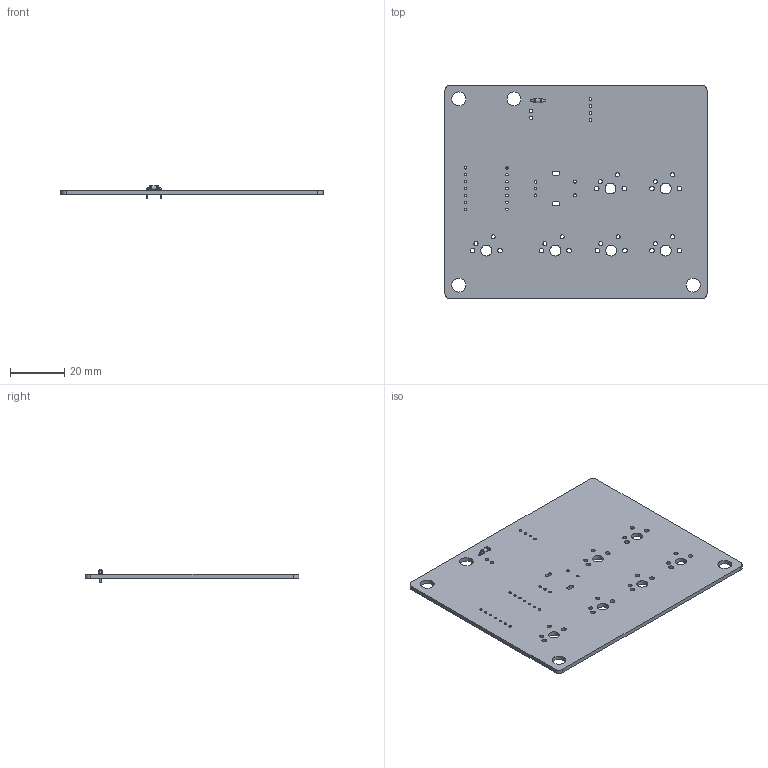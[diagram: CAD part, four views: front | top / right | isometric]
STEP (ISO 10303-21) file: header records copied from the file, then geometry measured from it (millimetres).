
FILE_DESCRIPTION(('KiCad electronic assembly'),'2;1');
FILE_NAME('BikeWatch_V1.step','2025-11-24T21:00:38',('Pcbnew'),('Kicad') ,'Open CASCADE STEP processor 7.8','KiCad to STEP converter','Unknown' );
FILE_SCHEMA(('AUTOMOTIVE_DESIGN { 1 0 10303 214 1 1 1 1 }'));
Length unit declared in the file: millimetre
Products named in the file (3): BikeWatch_V1 1; R_Axial_DIN0204_L3.6mm_D1.6mm_P5.08mm_Horizontal; BikeWatch_V1_PCB
Assembly tree (2 placements, depth 2):
  BikeWatch_V1 1
    R_Axial_DIN0204_L3.6mm_D1.6mm_P5.08mm_Horizontal
    BikeWatch_V1_PCB
Bounding box: 96.52 x 78.74 x 4.6 mm (x, y, z)
Volume: 11129.6 mm3; surface area: 15822.6 mm2
Topology: 2 solids, 2 shells, 94 faces, 254 edges, 168 vertices
Faces by surface type: cylinder 74, plane 16, torus 4
Full cylindrical faces by diameter (mm): 0.5 x2, 0.7 x2, 0.889 x14, 1 x9, 1.21 x2, 1.44 x1, 1.5 x12, 1.6 x2, 1.7 x12, 4 x6, 5.08 x4
Entity records: 3649 total; most frequent: CARTESIAN_POINT 719, DIRECTION 600, ORIENTED_EDGE 508, EDGE_CURVE 254, AXIS2_PLACEMENT_3D 251, FACE_BOUND 224, EDGE_LOOP 224, VERTEX_POINT 168
